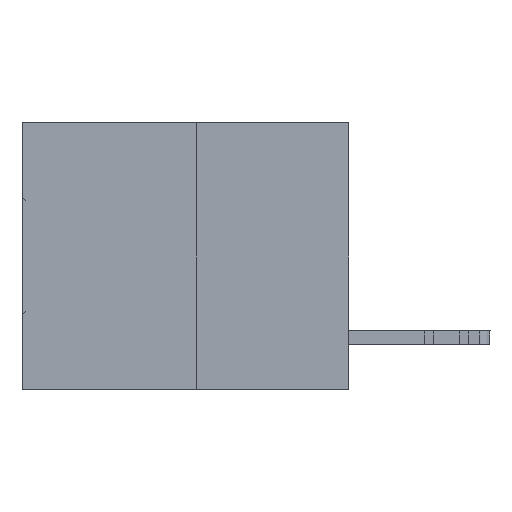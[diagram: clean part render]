
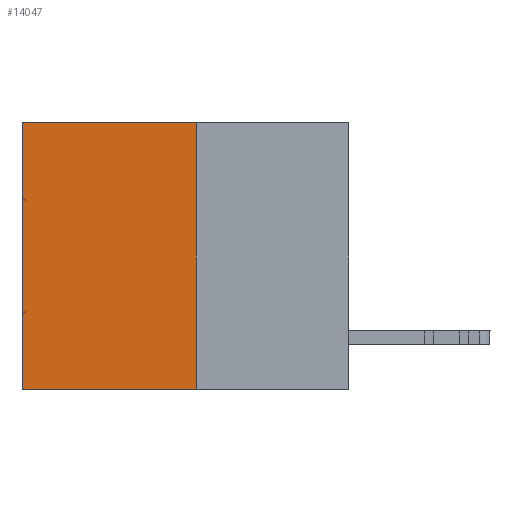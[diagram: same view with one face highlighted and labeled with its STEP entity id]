
A CAD part, left-side view. The second image highlights one B-rep face of the part: STEP entity #14047.
In plain terms, the highlighted planar face has unit normal (-1, 0, 0).
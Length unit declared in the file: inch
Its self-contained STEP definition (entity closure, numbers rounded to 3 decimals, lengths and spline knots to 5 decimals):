
#1037 = ORIENTED_EDGE ( 'NONE', *, *, #2527, .T. ) ;
#2527 = EDGE_CURVE ( 'NONE', #19653, #16556, #18631, .T. ) ;
#3251 = DIRECTION ( 'NONE',  ( 0., 0., -1. ) ) ;
#5347 = DIRECTION ( 'NONE',  ( 1., 0., 0. ) ) ;
#5437 = AXIS2_PLACEMENT_3D ( 'NONE', #7915, #5347, #26677 ) ;
#7306 = CARTESIAN_POINT ( 'NONE',  ( 0.3165, 0.28, 0. ) ) ;
#7915 = CARTESIAN_POINT ( 'NONE',  ( 0.3165, 0.28, -0.49 ) ) ;
#10365 = CARTESIAN_POINT ( 'NONE',  ( 0.3165, 0.28, 0. ) ) ;
#12143 = CARTESIAN_POINT ( 'NONE',  ( 0.3165, 0.28, -0.49 ) ) ;
#13973 = LINE ( 'NONE', #12143, #14387 ) ;
#14047 = ADVANCED_FACE ( 'NONE', ( #31512 ), #23998, .F. ) ;
#14350 = CARTESIAN_POINT ( 'NONE',  ( 0.3165, 0.6, 0. ) ) ;
#14387 = VECTOR ( 'NONE', #14930, 39.37008 ) ;
#14930 = DIRECTION ( 'NONE',  ( 0., 1., 0. ) ) ;
#15192 = VERTEX_POINT ( 'NONE', #24568 ) ;
#15271 = VECTOR ( 'NONE', #27437, 39.37008 ) ;
#15888 = VERTEX_POINT ( 'NONE', #10365 ) ;
#16428 = CARTESIAN_POINT ( 'NONE',  ( 0.3165, 0.28, -0.49 ) ) ;
#16556 = VERTEX_POINT ( 'NONE', #32972 ) ;
#18631 = LINE ( 'NONE', #19275, #15271 ) ;
#19275 = CARTESIAN_POINT ( 'NONE',  ( 0.3165, 0.6, -0.49 ) ) ;
#19653 = VERTEX_POINT ( 'NONE', #14350 ) ;
#19868 = EDGE_CURVE ( 'NONE', #15888, #19653, #30286, .T. ) ;
#20823 = ORIENTED_EDGE ( 'NONE', *, *, #30284, .F. ) ;
#21076 = ORIENTED_EDGE ( 'NONE', *, *, #22986, .F. ) ;
#21288 = VECTOR ( 'NONE', #3251, 39.37008 ) ;
#22444 = ORIENTED_EDGE ( 'NONE', *, *, #19868, .T. ) ;
#22986 = EDGE_CURVE ( 'NONE', #15888, #15192, #33899, .T. ) ;
#23181 = VECTOR ( 'NONE', #31272, 39.37008 ) ;
#23998 = PLANE ( 'NONE',  #5437 ) ;
#24568 = CARTESIAN_POINT ( 'NONE',  ( 0.3165, 0.28, -0.49 ) ) ;
#26677 = DIRECTION ( 'NONE',  ( 0., 0., -1. ) ) ;
#27437 = DIRECTION ( 'NONE',  ( 0., 0., -1. ) ) ;
#29704 = EDGE_LOOP ( 'NONE', ( #1037, #20823, #21076, #22444 ) ) ;
#30284 = EDGE_CURVE ( 'NONE', #15192, #16556, #13973, .T. ) ;
#30286 = LINE ( 'NONE', #7306, #23181 ) ;
#31272 = DIRECTION ( 'NONE',  ( 0., 1., 0. ) ) ;
#31512 = FACE_OUTER_BOUND ( 'NONE', #29704, .T. ) ;
#32972 = CARTESIAN_POINT ( 'NONE',  ( 0.3165, 0.6, -0.49 ) ) ;
#33899 = LINE ( 'NONE', #16428, #21288 ) ;
